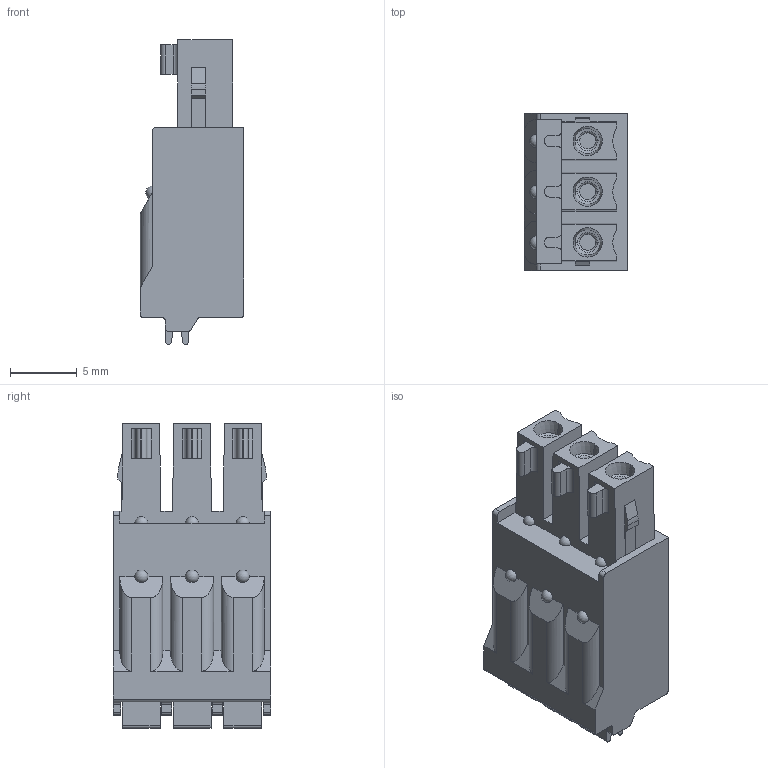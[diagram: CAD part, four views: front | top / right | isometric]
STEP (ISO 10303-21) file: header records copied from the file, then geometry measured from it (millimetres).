
FILE_DESCRIPTION((''),'2;1');
FILE_NAME('MANIFOLD_SOLID_BREP_12123','2022-11-21T',('sheji'),(''),'PRO/ENGINEER BY PARAMETRIC TECHNOLOGY CORPORATION, 2013240','PRO/ENGINEER BY PARAMETRIC TECHNOLOGY CORPORATION, 2013240','');
FILE_SCHEMA(('AUTOMOTIVE_DESIGN { 1 0 10303 214 1 1 1 1 }'));
Length unit declared in the file: millimetre
Products named in the file (1): MANIFOLD_SOLID_BREP_12123
Bounding box: 7.75 x 11.82 x 22.9 mm (x, y, z)
Volume: 1400.2 mm3; surface area: 1221.4 mm2
Topology: 1 solids, 1 shells, 226 faces, 638 edges, 422 vertices
Faces by surface type: plane 120, cylinder 76, cone 18, torus 6, sphere 6
Entity records: 7580 total; most frequent: CARTESIAN_POINT 1470, DIRECTION 1290, ORIENTED_EDGE 1264, EDGE_CURVE 632, AXIS2_PLACEMENT_3D 451, VERTEX_POINT 422, VECTOR 388, LINE 388
